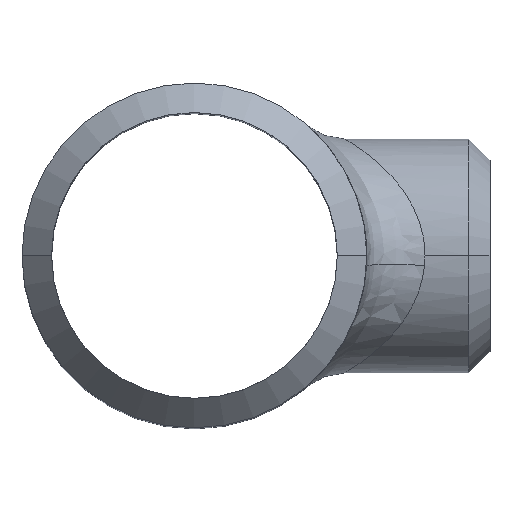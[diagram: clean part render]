
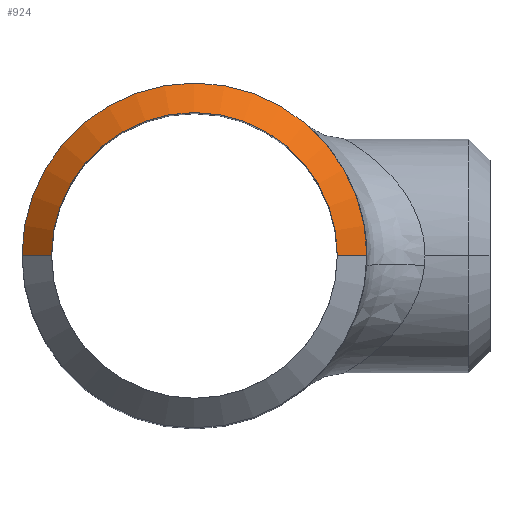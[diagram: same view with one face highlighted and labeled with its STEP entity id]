
A CAD part, top view. The second image highlights one B-rep face of the part: STEP entity #924.
In plain terms, the highlighted conical face has half-angle 45 degrees and reference radius 36.85 mm.
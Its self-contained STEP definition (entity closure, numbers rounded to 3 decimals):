
#200 = DIRECTION ( 'NONE',  ( 1., 0., 0. ) ) ;
#207 = CARTESIAN_POINT ( 'NONE',  ( 36.85, 0., 85.7 ) ) ;
#235 = CARTESIAN_POINT ( 'NONE',  ( 44.45, 0., 78.1 ) ) ;
#283 = DIRECTION ( 'NONE',  ( 0., 0., -1. ) ) ;
#363 = ORIENTED_EDGE ( 'NONE', *, *, #2016, .T. ) ;
#373 = VERTEX_POINT ( 'NONE', #207 ) ;
#403 = LINE ( 'NONE', #948, #2164 ) ;
#422 = LINE ( 'NONE', #638, #990 ) ;
#468 = AXIS2_PLACEMENT_3D ( 'NONE', #1937, #1235, #200 ) ;
#532 = ORIENTED_EDGE ( 'NONE', *, *, #1637, .F. ) ;
#541 = EDGE_CURVE ( 'NONE', #373, #1471, #1547, .T. ) ;
#573 = CIRCLE ( 'NONE', #468, 44.45 ) ;
#618 = CARTESIAN_POINT ( 'NONE',  ( 0., 0., 85.7 ) ) ;
#638 = CARTESIAN_POINT ( 'NONE',  ( 36.85, 0., 85.7 ) ) ;
#709 = ORIENTED_EDGE ( 'NONE', *, *, #2204, .F. ) ;
#722 = AXIS2_PLACEMENT_3D ( 'NONE', #1058, #1089, #2120 ) ;
#924 = ADVANCED_FACE ( 'NONE', ( #991 ), #1174, .T. ) ;
#948 = CARTESIAN_POINT ( 'NONE',  ( -36.85, 0., 85.7 ) ) ;
#990 = VECTOR ( 'NONE', #1481, 1000. ) ;
#991 = FACE_OUTER_BOUND ( 'NONE', #1146, .T. ) ;
#1058 = CARTESIAN_POINT ( 'NONE',  ( 0., 0., 85.7 ) ) ;
#1070 = VERTEX_POINT ( 'NONE', #2117 ) ;
#1089 = DIRECTION ( 'NONE',  ( 0., 0., 1. ) ) ;
#1146 = EDGE_LOOP ( 'NONE', ( #1281, #363, #709, #532 ) ) ;
#1174 = CONICAL_SURFACE ( 'NONE', #2206, 36.85, 0.785 ) ;
#1235 = DIRECTION ( 'NONE',  ( 0., 0., -1. ) ) ;
#1281 = ORIENTED_EDGE ( 'NONE', *, *, #541, .F. ) ;
#1283 = DIRECTION ( 'NONE',  ( -0.707, 0., -0.707 ) ) ;
#1302 = DIRECTION ( 'NONE',  ( -1., 0., 0. ) ) ;
#1471 = VERTEX_POINT ( 'NONE', #2114 ) ;
#1481 = DIRECTION ( 'NONE',  ( 0.707, 0., -0.707 ) ) ;
#1547 = CIRCLE ( 'NONE', #722, 36.85 ) ;
#1637 = EDGE_CURVE ( 'NONE', #1471, #1070, #403, .T. ) ;
#1937 = CARTESIAN_POINT ( 'NONE',  ( 0., 0., 78.1 ) ) ;
#2016 = EDGE_CURVE ( 'NONE', #373, #2021, #422, .T. ) ;
#2021 = VERTEX_POINT ( 'NONE', #235 ) ;
#2114 = CARTESIAN_POINT ( 'NONE',  ( -36.85, 0., 85.7 ) ) ;
#2117 = CARTESIAN_POINT ( 'NONE',  ( -44.45, 0., 78.1 ) ) ;
#2120 = DIRECTION ( 'NONE',  ( 1., 0., 0. ) ) ;
#2164 = VECTOR ( 'NONE', #1283, 1000. ) ;
#2204 = EDGE_CURVE ( 'NONE', #1070, #2021, #573, .T. ) ;
#2206 = AXIS2_PLACEMENT_3D ( 'NONE', #618, #283, #1302 ) ;
